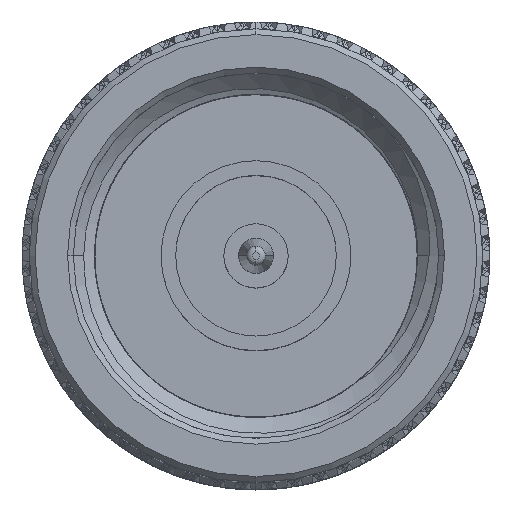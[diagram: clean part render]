
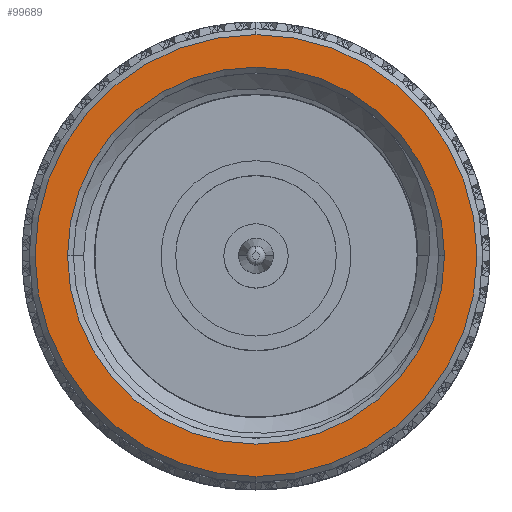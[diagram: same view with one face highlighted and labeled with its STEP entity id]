
A CAD part, top view. The second image highlights one B-rep face of the part: STEP entity #99689.
In plain terms, the highlighted face is planar.
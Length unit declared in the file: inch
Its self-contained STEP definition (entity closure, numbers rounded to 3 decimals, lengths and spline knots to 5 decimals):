
#831 = CIRCLE ( 'NONE', #27649, 0.3225 ) ;
#10491 = EDGE_LOOP ( 'NONE', ( #58918, #12778 ) ) ;
#11260 = CIRCLE ( 'NONE', #45605, 0.37809 ) ;
#12778 = ORIENTED_EDGE ( 'NONE', *, *, #12794, .T. ) ;
#12794 = EDGE_CURVE ( 'NONE', #37450, #13911, #831, .T. ) ;
#13057 = FACE_BOUND ( 'NONE', #10491, .T. ) ;
#13911 = VERTEX_POINT ( 'NONE', #76882 ) ;
#14426 = AXIS2_PLACEMENT_3D ( 'NONE', #99142, #25034, #33812 ) ;
#19398 = FACE_OUTER_BOUND ( 'NONE', #82300, .T. ) ;
#21034 = ORIENTED_EDGE ( 'NONE', *, *, #79524, .T. ) ;
#21098 = VERTEX_POINT ( 'NONE', #41226 ) ;
#25034 = DIRECTION ( 'NONE',  ( -1., 0., 0. ) ) ;
#26116 = PLANE ( 'NONE',  #27320 ) ;
#27320 = AXIS2_PLACEMENT_3D ( 'NONE', #100283, #92369, #83458 ) ;
#27649 = AXIS2_PLACEMENT_3D ( 'NONE', #59749, #91490, #34777 ) ;
#28238 = DIRECTION ( 'NONE',  ( 0., -1., 0. ) ) ;
#33812 = DIRECTION ( 'NONE',  ( 0., -1., 0. ) ) ;
#34381 = EDGE_CURVE ( 'NONE', #13911, #37450, #39519, .T. ) ;
#34777 = DIRECTION ( 'NONE',  ( 0., -1., 0. ) ) ;
#37450 = VERTEX_POINT ( 'NONE', #97059 ) ;
#38314 = CARTESIAN_POINT ( 'NONE',  ( 0., 0., 0. ) ) ;
#39519 = CIRCLE ( 'NONE', #44558, 0.3225 ) ;
#41226 = CARTESIAN_POINT ( 'NONE',  ( 0., -0.37809, 0. ) ) ;
#43172 = CARTESIAN_POINT ( 'NONE',  ( 0., 0.37809, 0. ) ) ;
#44558 = AXIS2_PLACEMENT_3D ( 'NONE', #70271, #86282, #28238 ) ;
#45605 = AXIS2_PLACEMENT_3D ( 'NONE', #38314, #104650, #47220 ) ;
#47220 = DIRECTION ( 'NONE',  ( 0., -1., 0. ) ) ;
#55854 = VERTEX_POINT ( 'NONE', #43172 ) ;
#58918 = ORIENTED_EDGE ( 'NONE', *, *, #34381, .T. ) ;
#59749 = CARTESIAN_POINT ( 'NONE',  ( 0., 0., 0. ) ) ;
#70271 = CARTESIAN_POINT ( 'NONE',  ( 0., 0., 0. ) ) ;
#76882 = CARTESIAN_POINT ( 'NONE',  ( 0., 0., 0.3225 ) ) ;
#77391 = CIRCLE ( 'NONE', #14426, 0.37809 ) ;
#77634 = EDGE_CURVE ( 'NONE', #21098, #55854, #11260, .T. ) ;
#79524 = EDGE_CURVE ( 'NONE', #55854, #21098, #77391, .T. ) ;
#82300 = EDGE_LOOP ( 'NONE', ( #21034, #87888 ) ) ;
#83458 = DIRECTION ( 'NONE',  ( 0., -1., 0. ) ) ;
#86282 = DIRECTION ( 'NONE',  ( 1., 0., 0. ) ) ;
#87888 = ORIENTED_EDGE ( 'NONE', *, *, #77634, .T. ) ;
#91490 = DIRECTION ( 'NONE',  ( 1., 0., 0. ) ) ;
#92369 = DIRECTION ( 'NONE',  ( -1., 0., 0. ) ) ;
#97059 = CARTESIAN_POINT ( 'NONE',  ( 0., 0., -0.3225 ) ) ;
#99142 = CARTESIAN_POINT ( 'NONE',  ( 0., 0., 0. ) ) ;
#99689 = ADVANCED_FACE ( 'NONE', ( #13057, #19398 ), #26116, .T. ) ;
#100283 = CARTESIAN_POINT ( 'NONE',  ( 0., 0.38809, 0. ) ) ;
#104650 = DIRECTION ( 'NONE',  ( -1., 0., 0. ) ) ;
